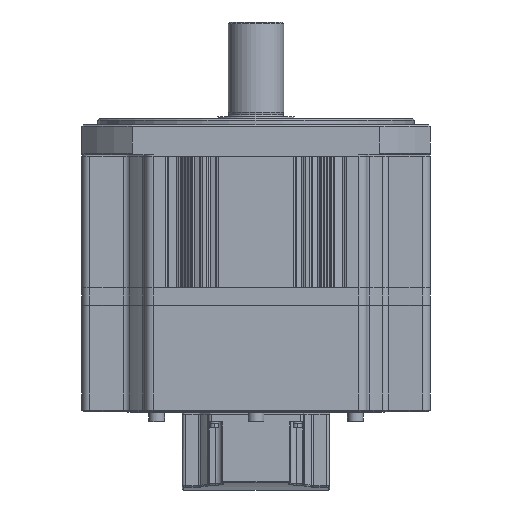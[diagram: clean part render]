
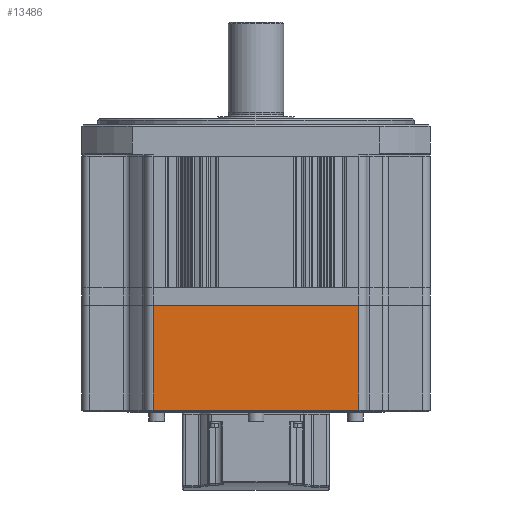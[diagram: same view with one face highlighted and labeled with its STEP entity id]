
A CAD part, front view. The second image highlights one B-rep face of the part: STEP entity #13486.
In plain terms, the highlighted planar face has unit normal (0, -1, 0).
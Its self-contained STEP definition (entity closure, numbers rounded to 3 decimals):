
#3752 = EDGE_LOOP ( 'NONE', ( #27783, #27774, #27712, #27787 ) ) ;
#6690 = CARTESIAN_POINT ( 'NONE',  ( -65., -110., -160.2 ) ) ;
#6752 = CARTESIAN_POINT ( 'NONE',  ( 65., -110., -94.2 ) ) ;
#7263 = CARTESIAN_POINT ( 'NONE',  ( -65., -110., -94.2 ) ) ;
#7354 = CARTESIAN_POINT ( 'NONE',  ( 65., -110., -160.2 ) ) ;
#12622 = VECTOR ( 'NONE', #49139, 1000. ) ;
#12696 = VECTOR ( 'NONE', #49300, 1000. ) ;
#12735 = VECTOR ( 'NONE', #49579, 1000. ) ;
#12738 = VECTOR ( 'NONE', #49468, 1000. ) ;
#13486 = ADVANCED_FACE ( 'NONE', ( #25594 ), #25596, .F. ) ;
#16175 = EDGE_CURVE ( 'NONE', #112619, #112741, #49134, .T. ) ;
#16254 = EDGE_CURVE ( 'NONE', #112726, #112820, #49339, .T. ) ;
#16299 = EDGE_CURVE ( 'NONE', #112741, #112726, #49447, .T. ) ;
#16328 = EDGE_CURVE ( 'NONE', #112619, #112820, #49588, .T. ) ;
#18220 = AXIS2_PLACEMENT_3D ( 'NONE', #25603, #25606, #25608 ) ;
#25594 = FACE_OUTER_BOUND ( 'NONE', #3752, .T. ) ;
#25596 = PLANE ( 'NONE',  #18220 ) ;
#25603 = CARTESIAN_POINT ( 'NONE',  ( 0., -110., -164.7 ) ) ;
#25606 = DIRECTION ( 'NONE',  ( 0., 1., 0. ) ) ;
#25608 = DIRECTION ( 'NONE',  ( 1., 0., 0. ) ) ;
#27712 = ORIENTED_EDGE ( 'NONE', *, *, #16299, .T. ) ;
#27774 = ORIENTED_EDGE ( 'NONE', *, *, #16175, .T. ) ;
#27783 = ORIENTED_EDGE ( 'NONE', *, *, #16328, .F. ) ;
#27787 = ORIENTED_EDGE ( 'NONE', *, *, #16254, .T. ) ;
#49134 = LINE ( 'NONE', #49138, #12622 ) ;
#49138 = CARTESIAN_POINT ( 'NONE',  ( 0., -110., -160.2 ) ) ;
#49139 = DIRECTION ( 'NONE',  ( 1., 0., 0. ) ) ;
#49300 = DIRECTION ( 'NONE',  ( -1., 0., 0. ) ) ;
#49320 = CARTESIAN_POINT ( 'NONE',  ( 65., -110., -94.2 ) ) ;
#49339 = LINE ( 'NONE', #49320, #12696 ) ;
#49445 = CARTESIAN_POINT ( 'NONE',  ( 65., -110., -164.7 ) ) ;
#49447 = LINE ( 'NONE', #49445, #12738 ) ;
#49468 = DIRECTION ( 'NONE',  ( 0., 0., 1. ) ) ;
#49579 = DIRECTION ( 'NONE',  ( 0., 0., 1. ) ) ;
#49588 = LINE ( 'NONE', #49597, #12735 ) ;
#49597 = CARTESIAN_POINT ( 'NONE',  ( -65., -110., -164.7 ) ) ;
#112619 = VERTEX_POINT ( 'NONE', #6690 ) ;
#112726 = VERTEX_POINT ( 'NONE', #6752 ) ;
#112741 = VERTEX_POINT ( 'NONE', #7354 ) ;
#112820 = VERTEX_POINT ( 'NONE', #7263 ) ;
